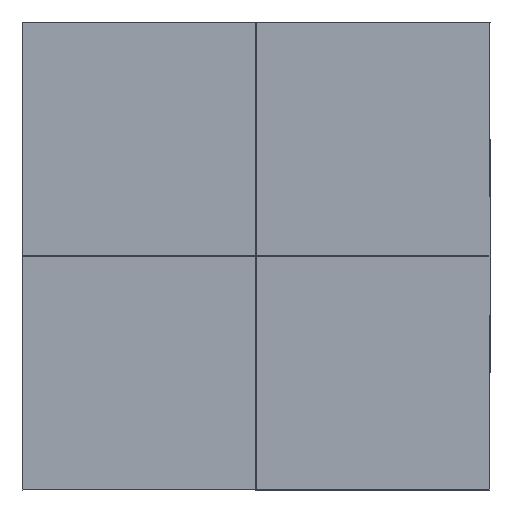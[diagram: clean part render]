
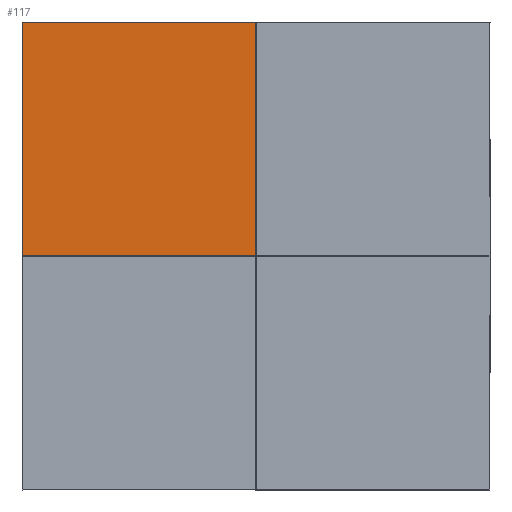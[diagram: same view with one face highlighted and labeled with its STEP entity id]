
A CAD part, left-side view. The second image highlights one B-rep face of the part: STEP entity #117.
In plain terms, the highlighted planar face has unit normal (-1, 0, 0).
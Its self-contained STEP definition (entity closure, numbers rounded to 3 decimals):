
#82 = VERTEX_POINT ( 'NONE', #1285 ) ;
#114 = CARTESIAN_POINT ( 'NONE',  ( -7.5, 7.5, 7.5 ) ) ;
#117 = ADVANCED_FACE ( 'NONE', ( #1566 ), #1414, .F. ) ;
#230 = EDGE_CURVE ( 'NONE', #1808, #1270, #755, .T. ) ;
#238 = VERTEX_POINT ( 'NONE', #919 ) ;
#273 = VECTOR ( 'NONE', #1029, 1000. ) ;
#286 = DIRECTION ( 'NONE',  ( 0., 1., 0. ) ) ;
#445 = CARTESIAN_POINT ( 'NONE',  ( -7.5, 7.5, 0.02 ) ) ;
#455 = ORIENTED_EDGE ( 'NONE', *, *, #1365, .F. ) ;
#501 = ORIENTED_EDGE ( 'NONE', *, *, #230, .F. ) ;
#590 = CARTESIAN_POINT ( 'NONE',  ( -7.5, 0.02, 0.02 ) ) ;
#622 = DIRECTION ( 'NONE',  ( 0., 0., -1. ) ) ;
#690 = CARTESIAN_POINT ( 'NONE',  ( -7.5, 7.5, 7.5 ) ) ;
#755 = LINE ( 'NONE', #1340, #1539 ) ;
#762 = VECTOR ( 'NONE', #1514, 1000. ) ;
#919 = CARTESIAN_POINT ( 'NONE',  ( -7.5, 7.5, 7.5 ) ) ;
#1029 = DIRECTION ( 'NONE',  ( 0., 1., 0. ) ) ;
#1068 = CARTESIAN_POINT ( 'NONE',  ( -7.5, 7.5, 7.5 ) ) ;
#1150 = DIRECTION ( 'NONE',  ( 1., 0., 0. ) ) ;
#1270 = VERTEX_POINT ( 'NONE', #590 ) ;
#1273 = EDGE_LOOP ( 'NONE', ( #1779, #1440, #455, #501 ) ) ;
#1278 = DIRECTION ( 'NONE',  ( 0., 0., -1. ) ) ;
#1285 = CARTESIAN_POINT ( 'NONE',  ( -7.5, 7.5, 0.02 ) ) ;
#1318 = LINE ( 'NONE', #445, #273 ) ;
#1340 = CARTESIAN_POINT ( 'NONE',  ( -7.5, 0.02, 0.02 ) ) ;
#1347 = LINE ( 'NONE', #1068, #762 ) ;
#1365 = EDGE_CURVE ( 'NONE', #1270, #82, #1318, .T. ) ;
#1381 = CARTESIAN_POINT ( 'NONE',  ( -7.5, 0.02, 7.5 ) ) ;
#1396 = EDGE_CURVE ( 'NONE', #238, #1808, #1347, .T. ) ;
#1414 = PLANE ( 'NONE',  #1490 ) ;
#1440 = ORIENTED_EDGE ( 'NONE', *, *, #1541, .T. ) ;
#1490 = AXIS2_PLACEMENT_3D ( 'NONE', #690, #1150, #286 ) ;
#1497 = VECTOR ( 'NONE', #1278, 1000. ) ;
#1514 = DIRECTION ( 'NONE',  ( 0., -1., 0. ) ) ;
#1539 = VECTOR ( 'NONE', #622, 1000. ) ;
#1541 = EDGE_CURVE ( 'NONE', #238, #82, #1588, .T. ) ;
#1566 = FACE_OUTER_BOUND ( 'NONE', #1273, .T. ) ;
#1588 = LINE ( 'NONE', #114, #1497 ) ;
#1779 = ORIENTED_EDGE ( 'NONE', *, *, #1396, .F. ) ;
#1808 = VERTEX_POINT ( 'NONE', #1381 ) ;
